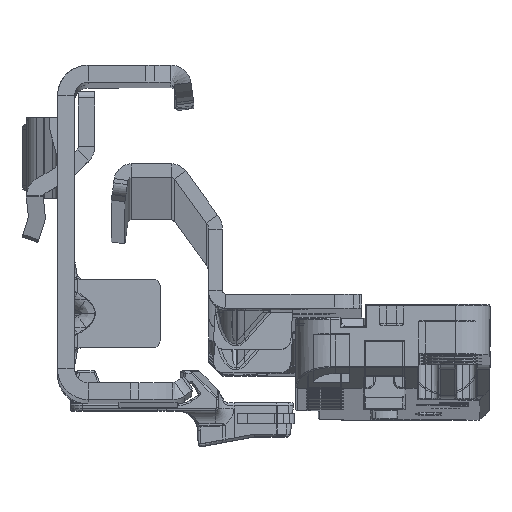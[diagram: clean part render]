
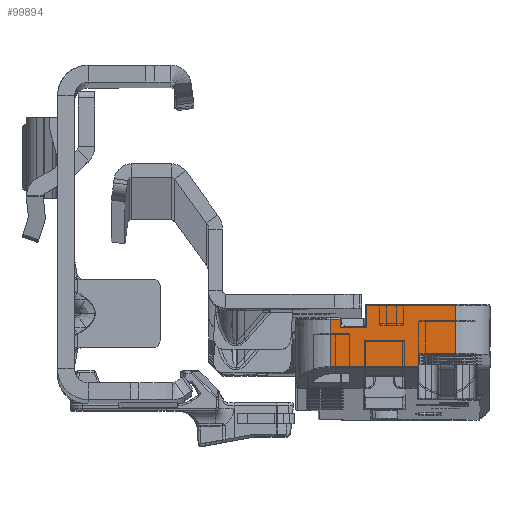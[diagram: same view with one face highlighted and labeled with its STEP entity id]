
A CAD part, top view. The second image highlights one B-rep face of the part: STEP entity #99894.
In plain terms, the highlighted face is planar.
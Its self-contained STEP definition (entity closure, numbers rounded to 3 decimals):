
#1826 = CARTESIAN_POINT ( 'NONE',  ( 4.6, 0.1, -284.5 ) ) ;
#2915 = DIRECTION ( 'NONE',  ( -1., 0., 0. ) ) ;
#3526 = CARTESIAN_POINT ( 'NONE',  ( -13.7, 2., -284.5 ) ) ;
#3831 = VECTOR ( 'NONE', #98278, 1000. ) ;
#4263 = CARTESIAN_POINT ( 'NONE',  ( -0.75, -0.9, -284.5 ) ) ;
#6283 = DIRECTION ( 'NONE',  ( 0., 0., 1. ) ) ;
#9681 = EDGE_LOOP ( 'NONE', ( #50633, #63362, #41795, #35357, #78265, #60276, #37276, #119095, #24841, #90362, #95525, #90447 ) ) ;
#9874 = DIRECTION ( 'NONE',  ( 0., -1., 0. ) ) ;
#10082 = VECTOR ( 'NONE', #72239, 1000. ) ;
#10782 = DIRECTION ( 'NONE',  ( 1., 0., 0. ) ) ;
#10906 = VERTEX_POINT ( 'NONE', #46792 ) ;
#11825 = CARTESIAN_POINT ( 'NONE',  ( -8.3, -6.669, -284.5 ) ) ;
#13348 = VERTEX_POINT ( 'NONE', #100999 ) ;
#14262 = EDGE_CURVE ( 'NONE', #73510, #90003, #27969, .T. ) ;
#15435 = VECTOR ( 'NONE', #43516, 1000. ) ;
#15935 = CARTESIAN_POINT ( 'NONE',  ( -8.5, -5.2, -284.5 ) ) ;
#16014 = CARTESIAN_POINT ( 'NONE',  ( -8.3, -5.2, -284.5 ) ) ;
#17901 = CARTESIAN_POINT ( 'NONE',  ( 3.15, 0.1, -284.5 ) ) ;
#17923 = CARTESIAN_POINT ( 'NONE',  ( -0.7, 2.1, -284.5 ) ) ;
#19915 = CARTESIAN_POINT ( 'NONE',  ( -8.273, -6.785, -284.5 ) ) ;
#20160 = CARTESIAN_POINT ( 'NONE',  ( -8.3, 0., -284.5 ) ) ;
#23486 = VERTEX_POINT ( 'NONE', #43573 ) ;
#23512 = EDGE_CURVE ( 'NONE', #23486, #69195, #93687, .T. ) ;
#23886 = CIRCLE ( 'NONE', #97802, 0.2 ) ;
#24059 = VECTOR ( 'NONE', #2915, 1000. ) ;
#24841 = ORIENTED_EDGE ( 'NONE', *, *, #90483, .F. ) ;
#25228 = CARTESIAN_POINT ( 'NONE',  ( -8.3, -6.71, -284.5 ) ) ;
#25581 = DIRECTION ( 'NONE',  ( 1., 0., 0. ) ) ;
#27662 = EDGE_CURVE ( 'NONE', #40039, #90003, #88300, .T. ) ;
#27969 =( BOUNDED_CURVE ( )  B_SPLINE_CURVE ( 3, ( #113981, #83708, #25228, #103051 ),
 .UNSPECIFIED., .F., .F. ) 
 B_SPLINE_CURVE_WITH_KNOTS ( ( 4, 4 ),
 ( 1.047, 1.571 ),
 .UNSPECIFIED. ) 
 CURVE ( )  GEOMETRIC_REPRESENTATION_ITEM ( )  RATIONAL_B_SPLINE_CURVE ( ( 1., 0.977, 0.977, 1. ) ) 
 REPRESENTATION_ITEM ( '' )  );
#30739 = VECTOR ( 'NONE', #25581, 1000. ) ;
#33359 = CARTESIAN_POINT ( 'NONE',  ( 4.6, 0.1, -284.5 ) ) ;
#35357 = ORIENTED_EDGE ( 'NONE', *, *, #54861, .F. ) ;
#35465 = EDGE_CURVE ( 'NONE', #50310, #10906, #58384, .T. ) ;
#35943 = LINE ( 'NONE', #17901, #104041 ) ;
#37276 = ORIENTED_EDGE ( 'NONE', *, *, #27662, .F. ) ;
#39857 = VECTOR ( 'NONE', #45673, 1000. ) ;
#40039 = VERTEX_POINT ( 'NONE', #16014 ) ;
#41795 = ORIENTED_EDGE ( 'NONE', *, *, #49213, .T. ) ;
#43516 = DIRECTION ( 'NONE',  ( 0., -1., 0. ) ) ;
#43573 = CARTESIAN_POINT ( 'NONE',  ( -0.75, -1.15, -284.5 ) ) ;
#45673 = DIRECTION ( 'NONE',  ( 1., 0., 0. ) ) ;
#45917 = CARTESIAN_POINT ( 'NONE',  ( 3.15, -1.15, -284.5 ) ) ;
#46792 = CARTESIAN_POINT ( 'NONE',  ( -0.75, 2.1, -284.5 ) ) ;
#48873 = CARTESIAN_POINT ( 'NONE',  ( -13.7, -5., -284.5 ) ) ;
#49039 = VERTEX_POINT ( 'NONE', #48873 ) ;
#49058 = VERTEX_POINT ( 'NONE', #1826 ) ;
#49213 = EDGE_CURVE ( 'NONE', #13348, #49058, #113688, .T. ) ;
#49499 = VECTOR ( 'NONE', #71160, 1000. ) ;
#50310 = VERTEX_POINT ( 'NONE', #104137 ) ;
#50633 = ORIENTED_EDGE ( 'NONE', *, *, #23512, .T. ) ;
#53779 = LINE ( 'NONE', #4263, #15435 ) ;
#54861 = EDGE_CURVE ( 'NONE', #101876, #49058, #73902, .T. ) ;
#54996 = VERTEX_POINT ( 'NONE', #127391 ) ;
#58384 = LINE ( 'NONE', #17923, #3831 ) ;
#58987 = FACE_OUTER_BOUND ( 'NONE', #9681, .T. ) ;
#60276 = ORIENTED_EDGE ( 'NONE', *, *, #14262, .T. ) ;
#60606 = VECTOR ( 'NONE', #93900, 1000. ) ;
#62677 = CARTESIAN_POINT ( 'NONE',  ( -8.3, -6.785, -284.5 ) ) ;
#63362 = ORIENTED_EDGE ( 'NONE', *, *, #109490, .T. ) ;
#69195 = VERTEX_POINT ( 'NONE', #45917 ) ;
#71160 = DIRECTION ( 'NONE',  ( 1., 0., 0. ) ) ;
#72239 = DIRECTION ( 'NONE',  ( 0., 1., 0. ) ) ;
#73510 = VERTEX_POINT ( 'NONE', #19915 ) ;
#73902 = LINE ( 'NONE', #86155, #60606 ) ;
#77478 = EDGE_CURVE ( 'NONE', #10906, #23486, #53779, .T. ) ;
#77612 = CARTESIAN_POINT ( 'NONE',  ( 19.8, 2.6, -284.5 ) ) ;
#78265 = ORIENTED_EDGE ( 'NONE', *, *, #117767, .T. ) ;
#81140 = CARTESIAN_POINT ( 'NONE',  ( 4.6, -6.785, -284.5 ) ) ;
#83708 = CARTESIAN_POINT ( 'NONE',  ( -8.291, -6.749, -284.5 ) ) ;
#86155 = CARTESIAN_POINT ( 'NONE',  ( 4.6, -242.444, -284.5 ) ) ;
#87303 = PLANE ( 'NONE',  #100927 ) ;
#88300 = LINE ( 'NONE', #20160, #109588 ) ;
#90003 = VERTEX_POINT ( 'NONE', #11825 ) ;
#90362 = ORIENTED_EDGE ( 'NONE', *, *, #122042, .T. ) ;
#90447 = ORIENTED_EDGE ( 'NONE', *, *, #77478, .T. ) ;
#90483 = EDGE_CURVE ( 'NONE', #49039, #54996, #92623, .T. ) ;
#91054 = EDGE_CURVE ( 'NONE', #40039, #54996, #23886, .T. ) ;
#92430 = CARTESIAN_POINT ( 'NONE',  ( 19.8, -1.15, -284.5 ) ) ;
#92623 = LINE ( 'NONE', #103547, #39857 ) ;
#93687 = LINE ( 'NONE', #92430, #49499 ) ;
#93900 = DIRECTION ( 'NONE',  ( 0., 1., 0. ) ) ;
#95525 = ORIENTED_EDGE ( 'NONE', *, *, #35465, .T. ) ;
#96305 = DIRECTION ( 'NONE',  ( 1., 0., 0. ) ) ;
#97802 = AXIS2_PLACEMENT_3D ( 'NONE', #15935, #6283, #96305 ) ;
#98278 = DIRECTION ( 'NONE',  ( 1., 0., 0. ) ) ;
#99894 = ADVANCED_FACE ( 'NONE', ( #58987 ), #87303, .F. ) ;
#100927 = AXIS2_PLACEMENT_3D ( 'NONE', #77612, #107911, #10782 ) ;
#100999 = CARTESIAN_POINT ( 'NONE',  ( 3.15, 0.1, -284.5 ) ) ;
#101288 = LINE ( 'NONE', #3526, #10082 ) ;
#101876 = VERTEX_POINT ( 'NONE', #81140 ) ;
#103051 = CARTESIAN_POINT ( 'NONE',  ( -8.3, -6.669, -284.5 ) ) ;
#103547 = CARTESIAN_POINT ( 'NONE',  ( -8.3, -5., -284.5 ) ) ;
#104041 = VECTOR ( 'NONE', #114379, 1000. ) ;
#104137 = CARTESIAN_POINT ( 'NONE',  ( -13.7, 2.1, -284.5 ) ) ;
#107911 = DIRECTION ( 'NONE',  ( 0., 0., 1. ) ) ;
#109490 = EDGE_CURVE ( 'NONE', #69195, #13348, #35943, .T. ) ;
#109588 = VECTOR ( 'NONE', #9874, 1000. ) ;
#110349 = LINE ( 'NONE', #62677, #24059 ) ;
#113688 = LINE ( 'NONE', #33359, #30739 ) ;
#113981 = CARTESIAN_POINT ( 'NONE',  ( -8.273, -6.785, -284.5 ) ) ;
#114379 = DIRECTION ( 'NONE',  ( 0., 1., 0. ) ) ;
#117767 = EDGE_CURVE ( 'NONE', #101876, #73510, #110349, .T. ) ;
#119095 = ORIENTED_EDGE ( 'NONE', *, *, #91054, .T. ) ;
#122042 = EDGE_CURVE ( 'NONE', #49039, #50310, #101288, .T. ) ;
#127391 = CARTESIAN_POINT ( 'NONE',  ( -8.5, -5., -284.5 ) ) ;
